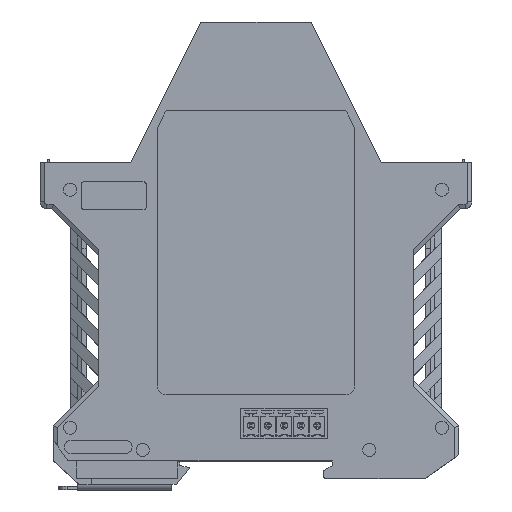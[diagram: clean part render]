
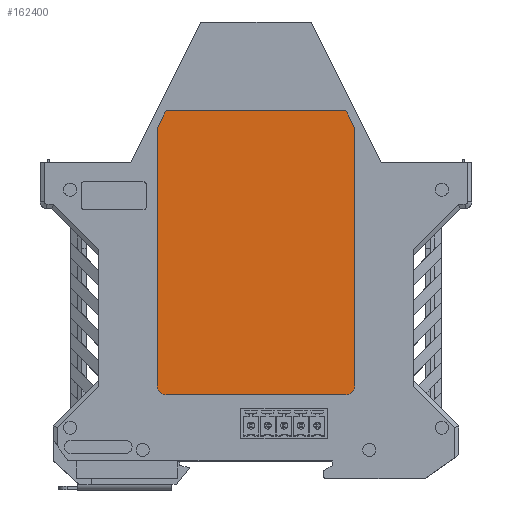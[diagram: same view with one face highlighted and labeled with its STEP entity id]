
A CAD part, top view. The second image highlights one B-rep face of the part: STEP entity #162400.
In plain terms, the highlighted planar face has unit normal (0, 0, 1).
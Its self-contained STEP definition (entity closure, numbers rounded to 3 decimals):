
#118910=CARTESIAN_POINT('',(0.,23.2,8.6));
#118920=DIRECTION('',(-1.,0.,0.));
#118930=VECTOR('',#118920,1.);
#118940=LINE('',#118910,#118930);
#118950=CARTESIAN_POINT('',(20.65,23.2,8.6));
#118960=VERTEX_POINT('',#118950);
#118970=CARTESIAN_POINT('',(-20.65,23.2,8.6));
#118980=VERTEX_POINT('',#118970);
#118990=EDGE_CURVE('',#118960,#118980,#118940,.T.);
#122400=CARTESIAN_POINT('',(51.84,25.92,8.6));
#122410=DIRECTION('',(0.447,-0.894,0.));
#122420=VECTOR('',#122410,1.);
#122430=LINE('',#122400,#122420);
#122440=CARTESIAN_POINT('',(20.65,88.3,8.6));
#122450=VERTEX_POINT('',#122440);
#122460=CARTESIAN_POINT('',(22.65,84.3,8.6));
#122470=VERTEX_POINT('',#122460);
#122480=EDGE_CURVE('',#122450,#122470,#122430,.T.);
#124180=CARTESIAN_POINT('',(0.,88.3,8.6));
#124190=DIRECTION('',(1.,0.,0.));
#124200=VECTOR('',#124190,1.);
#124210=LINE('',#124180,#124200);
#124220=CARTESIAN_POINT('',(-20.65,88.3,8.6));
#124230=VERTEX_POINT('',#124220);
#124240=EDGE_CURVE('',#124230,#122450,#124210,.T.);
#147710=CARTESIAN_POINT('',(-22.65,84.3,8.6));
#147720=VERTEX_POINT('',#147710);
#147750=CARTESIAN_POINT('',(-22.65,0.,8.6));
#147760=DIRECTION('',(0.,1.,0.));
#147770=VECTOR('',#147760,1.);
#147780=LINE('',#147750,#147770);
#147790=CARTESIAN_POINT('',(-22.65,25.2,8.6));
#147800=VERTEX_POINT('',#147790);
#147810=EDGE_CURVE('',#147800,#147720,#147780,.T.);
#149650=CARTESIAN_POINT('',(20.65,25.2,8.6));
#149660=DIRECTION('',(0.,0.,1.));
#149670=DIRECTION('',(1.,0.,0.));
#149680=AXIS2_PLACEMENT_3D('',#149650,#149660,#149670);
#149690=CIRCLE('',#149680,2.);
#149700=CARTESIAN_POINT('',(22.65,25.2,8.6));
#149710=VERTEX_POINT('',#149700);
#149720=EDGE_CURVE('',#118960,#149710,#149690,.T.);
#161080=CARTESIAN_POINT('',(-20.65,25.2,8.6));
#161090=DIRECTION('',(0.,0.,1.));
#161100=DIRECTION('',(1.,0.,0.));
#161110=AXIS2_PLACEMENT_3D('',#161080,#161090,#161100);
#161120=CIRCLE('',#161110,2.);
#161130=EDGE_CURVE('',#147800,#118980,#161120,.T.);
#162100=CARTESIAN_POINT('',(22.65,0.,8.6));
#162110=DIRECTION('',(0.,-1.,0.));
#162120=VECTOR('',#162110,1.);
#162130=LINE('',#162100,#162120);
#162140=EDGE_CURVE('',#122470,#149710,#162130,.T.);
#162200=CARTESIAN_POINT('',(0.,111.85,8.6));
#162210=DIRECTION('',(0.,0.,1.));
#162220=DIRECTION('',(1.,0.,0.));
#162230=AXIS2_PLACEMENT_3D('',#162200,#162210,#162220);
#162240=PLANE('',#162230);
#162250=ORIENTED_EDGE('',*,*,#124240,.F.);
#162260=ORIENTED_EDGE('',*,*,#122480,.F.);
#162270=ORIENTED_EDGE('',*,*,#162140,.F.);
#162280=ORIENTED_EDGE('',*,*,#149720,.T.);
#162290=ORIENTED_EDGE('',*,*,#118990,.F.);
#162300=ORIENTED_EDGE('',*,*,#161130,.T.);
#162310=ORIENTED_EDGE('',*,*,#147810,.F.);
#162320=CARTESIAN_POINT('',(-51.84,25.92,8.6));
#162330=DIRECTION('',(0.447,0.894,0.));
#162340=VECTOR('',#162330,1.);
#162350=LINE('',#162320,#162340);
#162360=EDGE_CURVE('',#147720,#124230,#162350,.T.);
#162370=ORIENTED_EDGE('',*,*,#162360,.F.);
#162380=EDGE_LOOP('',(#162370,#162310,#162300,#162290,#162280,#162270,
#162260,#162250));
#162390=FACE_OUTER_BOUND('',#162380,.T.);
#162400=ADVANCED_FACE('F9317',(#162390),#162240,.T.);
